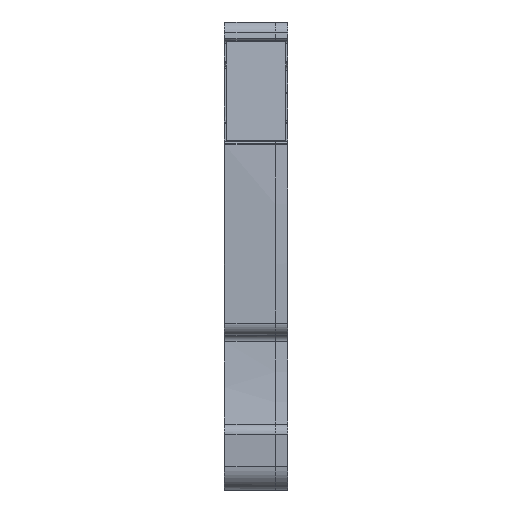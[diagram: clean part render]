
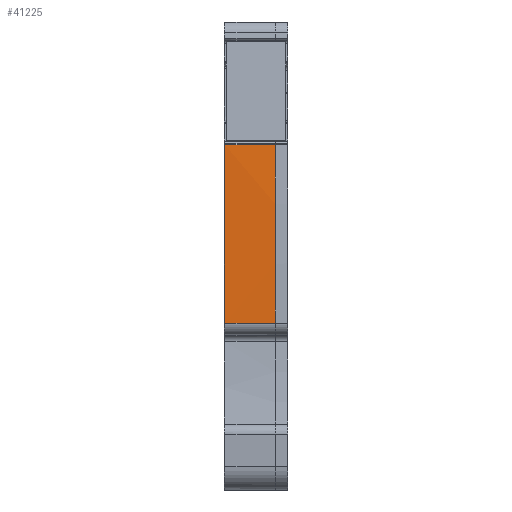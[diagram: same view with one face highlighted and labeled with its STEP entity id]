
A CAD part, front view. The second image highlights one B-rep face of the part: STEP entity #41225.
In plain terms, the highlighted cylindrical face has radius 154.9 mm (diameter 309.8 mm), a partial arc.
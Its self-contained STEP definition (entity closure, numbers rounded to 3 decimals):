
#41205=AXIS2_PLACEMENT_3D('Cylinder Axis2P3D',#41202,#41203,#41204) ;
#41216=AXIS2_PLACEMENT_3D('Circle Axis2P3D',#41214,#41215,$) ;
#24008=CARTESIAN_POINT('Vertex',(0.05,1.858,27.772)) ;
#24047=CARTESIAN_POINT('Vertex',(0.05,1.529,13.427)) ;
#24051=CARTESIAN_POINT('Control Point',(0.05,1.858,27.772)) ;
#24052=CARTESIAN_POINT('Control Point',(0.05,1.659,24.908)) ;
#24053=CARTESIAN_POINT('Control Point',(0.05,1.527,22.039)) ;
#24054=CARTESIAN_POINT('Control Point',(0.05,1.461,19.168)) ;
#24055=CARTESIAN_POINT('Control Point',(0.05,1.461,16.297)) ;
#24056=CARTESIAN_POINT('Control Point',(0.05,1.529,13.427)) ;
#41176=CARTESIAN_POINT('Line Origine',(2.55,1.529,13.427)) ;
#41180=CARTESIAN_POINT('Vertex',(4.1,1.529,13.427)) ;
#41202=CARTESIAN_POINT('Axis2P3D Location',(2.55,156.386,17.05)) ;
#41207=CARTESIAN_POINT('Line Origine',(2.55,1.858,27.772)) ;
#41211=CARTESIAN_POINT('Vertex',(4.1,1.858,27.772)) ;
#41214=CARTESIAN_POINT('Axis2P3D Location',(4.1,156.386,17.05)) ;
#41177=DIRECTION('Vector Direction',(1.,0.,0.)) ;
#41203=DIRECTION('Axis2P3D Direction',(1.,0.,0.)) ;
#41204=DIRECTION('Axis2P3D XDirection',(0.,-0.992,0.127)) ;
#41208=DIRECTION('Vector Direction',(1.,0.,0.)) ;
#41215=DIRECTION('Axis2P3D Direction',(1.,0.,0.)) ;
#41178=VECTOR('Line Direction',#41177,1.) ;
#41209=VECTOR('Line Direction',#41208,1.) ;
#41220=ORIENTED_EDGE('',*,*,#41213,.F.) ;
#41221=ORIENTED_EDGE('',*,*,#24057,.F.) ;
#41222=ORIENTED_EDGE('',*,*,#41182,.T.) ;
#41223=ORIENTED_EDGE('',*,*,#41218,.F.) ;
#41225=ADVANCED_FACE('SA_AS4C_2-5_PE_PLM024412.1\\MLD_AS4C_2-5_PE_PLM024412.1\\72326_MLD_AS4C_2-5_PE',(#41224),#41206,.T.) ;
#24050=B_SPLINE_CURVE_WITH_KNOTS('',5,(#24051,#24052,#24053,#24054,#24055,#24056),.UNSPECIFIED.,.F.,.U.,(6,6),(46.067,60.421),.UNSPECIFIED.) ;
#41217=CIRCLE('generated circle',#41216,154.9) ;
#41206=CYLINDRICAL_SURFACE('generated cylinder',#41205,154.9) ;
#24057=EDGE_CURVE('',#24048,#24009,#24050,.F.) ;
#41182=EDGE_CURVE('',#24048,#41181,#41179,.T.) ;
#41213=EDGE_CURVE('',#24009,#41212,#41210,.T.) ;
#41218=EDGE_CURVE('',#41212,#41181,#41217,.T.) ;
#41219=EDGE_LOOP('',(#41220,#41221,#41222,#41223)) ;
#41224=FACE_OUTER_BOUND('',#41219,.T.) ;
#41179=LINE('Line',#41176,#41178) ;
#41210=LINE('Line',#41207,#41209) ;
#24009=VERTEX_POINT('',#24008) ;
#24048=VERTEX_POINT('',#24047) ;
#41181=VERTEX_POINT('',#41180) ;
#41212=VERTEX_POINT('',#41211) ;
